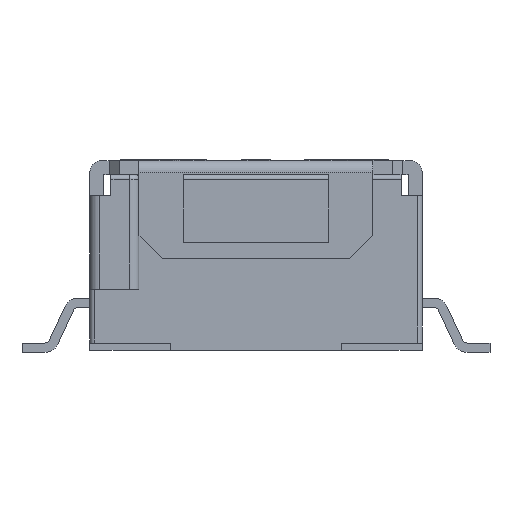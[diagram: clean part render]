
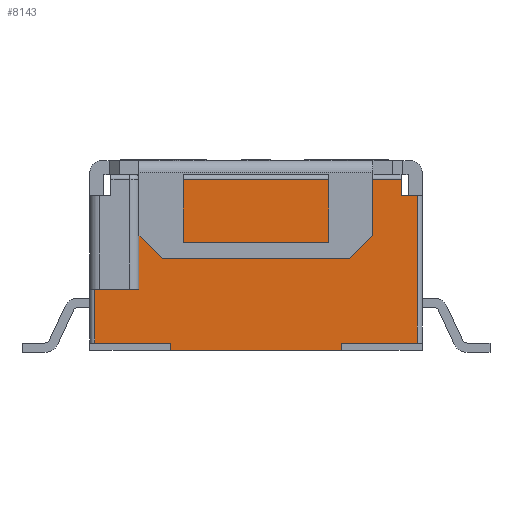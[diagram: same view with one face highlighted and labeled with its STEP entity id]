
A CAD part, front view. The second image highlights one B-rep face of the part: STEP entity #8143.
In plain terms, the highlighted planar face has unit normal (0, -1, 0).
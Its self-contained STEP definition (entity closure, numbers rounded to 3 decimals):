
#2851 = VERTEX_POINT('',#2852);
#2852 = CARTESIAN_POINT('',(-2.5,-3.22,1.35));
#2858 = EDGE_CURVE('',#2851,#2859,#2861,.T.);
#2859 = VERTEX_POINT('',#2860);
#2860 = CARTESIAN_POINT('',(-2.5,-3.22,3.7));
#2861 = LINE('',#2862,#2863);
#2862 = CARTESIAN_POINT('',(-2.5,-3.22,1.35));
#2863 = VECTOR('',#2864,1.);
#2864 = DIRECTION('',(0.,0.,1.));
#8064 = VERTEX_POINT('',#8065);
#8065 = CARTESIAN_POINT('',(3.1,-3.22,3.7));
#8072 = EDGE_CURVE('',#2859,#8064,#8073,.T.);
#8073 = LINE('',#8074,#8075);
#8074 = CARTESIAN_POINT('',(-2.5,-3.22,3.7));
#8075 = VECTOR('',#8076,1.);
#8076 = DIRECTION('',(1.,0.,0.));
#8143 = ADVANCED_FACE('',(#8144),#8226,.F.);
#8144 = FACE_BOUND('',#8145,.F.);
#8145 = EDGE_LOOP('',(#8146,#8147,#8148,#8156,#8164,#8172,#8180,#8188,
#8196,#8204,#8212,#8220));
#8146 = ORIENTED_EDGE('',*,*,#2858,.T.);
#8147 = ORIENTED_EDGE('',*,*,#8072,.T.);
#8148 = ORIENTED_EDGE('',*,*,#8149,.T.);
#8149 = EDGE_CURVE('',#8064,#8150,#8152,.T.);
#8150 = VERTEX_POINT('',#8151);
#8151 = CARTESIAN_POINT('',(3.1,-3.22,3.35));
#8152 = LINE('',#8153,#8154);
#8153 = CARTESIAN_POINT('',(3.1,-3.22,1.925));
#8154 = VECTOR('',#8155,1.);
#8155 = DIRECTION('',(0.,0.,-1.));
#8156 = ORIENTED_EDGE('',*,*,#8157,.F.);
#8157 = EDGE_CURVE('',#8158,#8150,#8160,.T.);
#8158 = VERTEX_POINT('',#8159);
#8159 = CARTESIAN_POINT('',(3.45,-3.22,3.35));
#8160 = LINE('',#8161,#8162);
#8161 = CARTESIAN_POINT('',(-0.113,-3.22,3.35));
#8162 = VECTOR('',#8163,1.);
#8163 = DIRECTION('',(-1.,0.,0.));
#8164 = ORIENTED_EDGE('',*,*,#8165,.F.);
#8165 = EDGE_CURVE('',#8166,#8158,#8168,.T.);
#8166 = VERTEX_POINT('',#8167);
#8167 = CARTESIAN_POINT('',(3.45,-3.22,0.2));
#8168 = LINE('',#8169,#8170);
#8169 = CARTESIAN_POINT('',(3.45,-3.22,0.05));
#8170 = VECTOR('',#8171,1.);
#8171 = DIRECTION('',(0.,0.,1.));
#8172 = ORIENTED_EDGE('',*,*,#8173,.F.);
#8173 = EDGE_CURVE('',#8174,#8166,#8176,.T.);
#8174 = VERTEX_POINT('',#8175);
#8175 = CARTESIAN_POINT('',(1.83,-3.22,0.2));
#8176 = LINE('',#8177,#8178);
#8177 = CARTESIAN_POINT('',(1.83,-3.22,0.2));
#8178 = VECTOR('',#8179,1.);
#8179 = DIRECTION('',(1.,0.,0.));
#8180 = ORIENTED_EDGE('',*,*,#8181,.F.);
#8181 = EDGE_CURVE('',#8182,#8174,#8184,.T.);
#8182 = VERTEX_POINT('',#8183);
#8183 = CARTESIAN_POINT('',(1.83,-3.22,0.05));
#8184 = LINE('',#8185,#8186);
#8185 = CARTESIAN_POINT('',(1.83,-3.22,0.05));
#8186 = VECTOR('',#8187,1.);
#8187 = DIRECTION('',(0.,0.,1.));
#8188 = ORIENTED_EDGE('',*,*,#8189,.F.);
#8189 = EDGE_CURVE('',#8190,#8182,#8192,.T.);
#8190 = VERTEX_POINT('',#8191);
#8191 = CARTESIAN_POINT('',(-1.83,-3.22,0.05));
#8192 = LINE('',#8193,#8194);
#8193 = CARTESIAN_POINT('',(-3.55,-3.22,0.05));
#8194 = VECTOR('',#8195,1.);
#8195 = DIRECTION('',(1.,0.,0.));
#8196 = ORIENTED_EDGE('',*,*,#8197,.T.);
#8197 = EDGE_CURVE('',#8190,#8198,#8200,.T.);
#8198 = VERTEX_POINT('',#8199);
#8199 = CARTESIAN_POINT('',(-1.83,-3.22,0.2));
#8200 = LINE('',#8201,#8202);
#8201 = CARTESIAN_POINT('',(-1.83,-3.22,0.05));
#8202 = VECTOR('',#8203,1.);
#8203 = DIRECTION('',(0.,0.,1.));
#8204 = ORIENTED_EDGE('',*,*,#8205,.F.);
#8205 = EDGE_CURVE('',#8206,#8198,#8208,.T.);
#8206 = VERTEX_POINT('',#8207);
#8207 = CARTESIAN_POINT('',(-3.45,-3.22,0.2));
#8208 = LINE('',#8209,#8210);
#8209 = CARTESIAN_POINT('',(-3.55,-3.22,0.2));
#8210 = VECTOR('',#8211,1.);
#8211 = DIRECTION('',(1.,0.,0.));
#8212 = ORIENTED_EDGE('',*,*,#8213,.T.);
#8213 = EDGE_CURVE('',#8206,#8214,#8216,.T.);
#8214 = VERTEX_POINT('',#8215);
#8215 = CARTESIAN_POINT('',(-3.45,-3.22,1.35));
#8216 = LINE('',#8217,#8218);
#8217 = CARTESIAN_POINT('',(-3.45,-3.22,0.05));
#8218 = VECTOR('',#8219,1.);
#8219 = DIRECTION('',(0.,0.,1.));
#8220 = ORIENTED_EDGE('',*,*,#8221,.T.);
#8221 = EDGE_CURVE('',#8214,#2851,#8222,.T.);
#8222 = LINE('',#8223,#8224);
#8223 = CARTESIAN_POINT('',(-3.55,-3.22,1.35));
#8224 = VECTOR('',#8225,1.);
#8225 = DIRECTION('',(1.,0.,0.));
#8226 = PLANE('',#8227);
#8227 = AXIS2_PLACEMENT_3D('',#8228,#8229,#8230);
#8228 = CARTESIAN_POINT('',(-3.55,-3.22,0.05));
#8229 = DIRECTION('',(0.,1.,0.));
#8230 = DIRECTION('',(1.,0.,0.));
